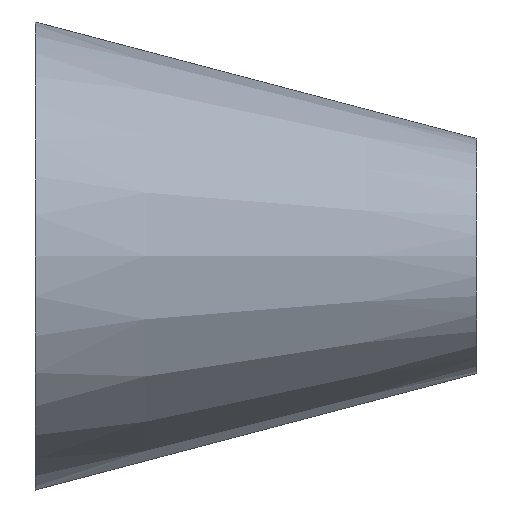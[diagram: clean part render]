
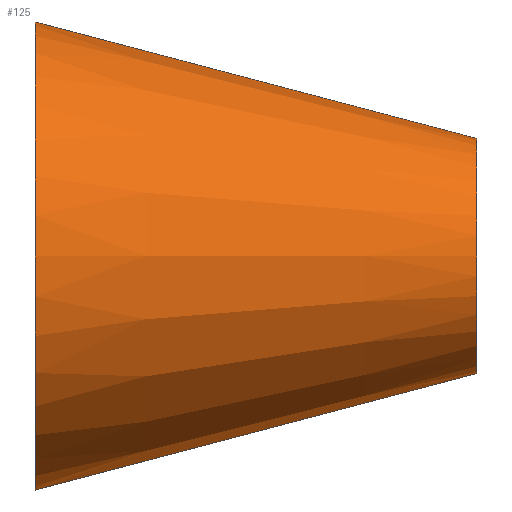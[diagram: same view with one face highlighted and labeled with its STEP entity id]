
A CAD part, front view. The second image highlights one B-rep face of the part: STEP entity #125.
In plain terms, the highlighted conical face has half-angle 14.775 degrees and reference radius 10.65 mm.
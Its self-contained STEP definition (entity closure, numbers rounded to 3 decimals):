
#4 = CARTESIAN_POINT ( 'NONE',  ( 40., 0., -10.65 ) ) ;
#8 = VECTOR ( 'NONE', #170, 1000. ) ;
#11 = EDGE_LOOP ( 'NONE', ( #160, #102, #99, #120 ) ) ;
#19 = DIRECTION ( 'NONE',  ( 1., 0., 0. ) ) ;
#21 = CARTESIAN_POINT ( 'NONE',  ( 0., 0., -21.2 ) ) ;
#22 = FACE_OUTER_BOUND ( 'NONE', #11, .T. ) ;
#31 = CARTESIAN_POINT ( 'NONE',  ( 0., 0., 0. ) ) ;
#36 = CARTESIAN_POINT ( 'NONE',  ( 40., 0., 10.65 ) ) ;
#40 = LINE ( 'NONE', #4, #148 ) ;
#47 = VERTEX_POINT ( 'NONE', #21 ) ;
#48 = CARTESIAN_POINT ( 'NONE',  ( 40., 0., 10.65 ) ) ;
#54 = CARTESIAN_POINT ( 'NONE',  ( 40., 0., 0. ) ) ;
#64 = CIRCLE ( 'NONE', #128, 10.65 ) ;
#66 = VERTEX_POINT ( 'NONE', #185 ) ;
#78 = EDGE_CURVE ( 'NONE', #123, #200, #64, .T. ) ;
#83 = CONICAL_SURFACE ( 'NONE', #164, 10.65, 0.258 ) ;
#99 = ORIENTED_EDGE ( 'NONE', *, *, #103, .T. ) ;
#102 = ORIENTED_EDGE ( 'NONE', *, *, #78, .F. ) ;
#103 = EDGE_CURVE ( 'NONE', #123, #66, #109, .T. ) ;
#105 = DIRECTION ( 'NONE',  ( 0., 0., -1. ) ) ;
#106 = CARTESIAN_POINT ( 'NONE',  ( 40., 0., -10.65 ) ) ;
#109 = LINE ( 'NONE', #48, #8 ) ;
#111 = CARTESIAN_POINT ( 'NONE',  ( 40., 0., 0. ) ) ;
#114 = DIRECTION ( 'NONE',  ( -0.967, 0., -0.255 ) ) ;
#115 = AXIS2_PLACEMENT_3D ( 'NONE', #31, #168, #105 ) ;
#120 = ORIENTED_EDGE ( 'NONE', *, *, #178, .T. ) ;
#123 = VERTEX_POINT ( 'NONE', #36 ) ;
#125 = ADVANCED_FACE ( 'NONE', ( #22 ), #83, .T. ) ;
#128 = AXIS2_PLACEMENT_3D ( 'NONE', #54, #19, #130 ) ;
#130 = DIRECTION ( 'NONE',  ( 0., 0., -1. ) ) ;
#148 = VECTOR ( 'NONE', #114, 1000. ) ;
#150 = DIRECTION ( 'NONE',  ( 0., 0., 1. ) ) ;
#160 = ORIENTED_EDGE ( 'NONE', *, *, #236, .F. ) ;
#164 = AXIS2_PLACEMENT_3D ( 'NONE', #111, #244, #150 ) ;
#168 = DIRECTION ( 'NONE',  ( 1., 0., 0. ) ) ;
#170 = DIRECTION ( 'NONE',  ( -0.967, 0., 0.255 ) ) ;
#178 = EDGE_CURVE ( 'NONE', #66, #47, #223, .T. ) ;
#185 = CARTESIAN_POINT ( 'NONE',  ( 0., 0., 21.2 ) ) ;
#200 = VERTEX_POINT ( 'NONE', #106 ) ;
#223 = CIRCLE ( 'NONE', #115, 21.2 ) ;
#236 = EDGE_CURVE ( 'NONE', #200, #47, #40, .T. ) ;
#244 = DIRECTION ( 'NONE',  ( -1., 0., 0. ) ) ;
